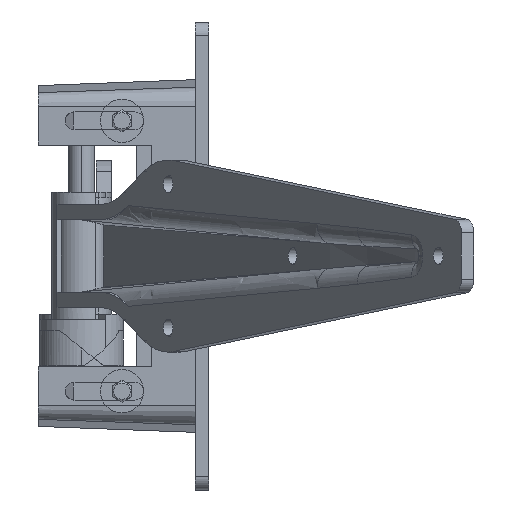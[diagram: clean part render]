
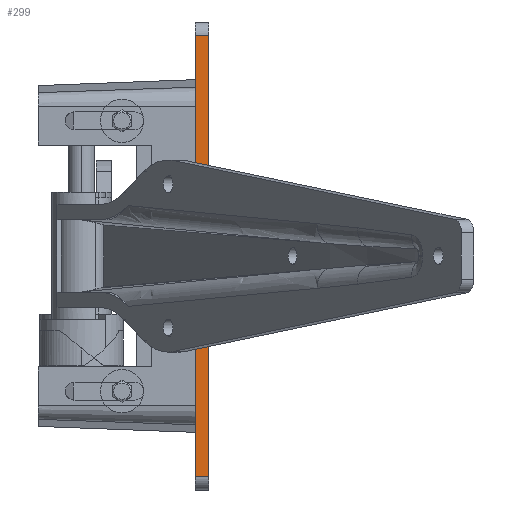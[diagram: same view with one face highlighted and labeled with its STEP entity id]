
A CAD part, left-side view. The second image highlights one B-rep face of the part: STEP entity #299.
In plain terms, the highlighted planar face has unit normal (-1, 0, 0).
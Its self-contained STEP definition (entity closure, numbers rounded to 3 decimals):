
#276 = CARTESIAN_POINT ( 'NONE',  ( -20.435, -58.15, 81.5 ) ) ;
#299 = ADVANCED_FACE ( 'NONE', ( #11819 ), #1994, .T. ) ;
#328 = VECTOR ( 'NONE', #12016, 1000. ) ;
#812 = EDGE_CURVE ( 'NONE', #19519, #23109, #9766, .T. ) ;
#1593 = CARTESIAN_POINT ( 'NONE',  ( -20.435, -58.15, -81.5 ) ) ;
#1994 = PLANE ( 'NONE',  #2950 ) ;
#2108 = EDGE_CURVE ( 'NONE', #23109, #10570, #18911, .T. ) ;
#2950 = AXIS2_PLACEMENT_3D ( 'NONE', #19488, #8678, #23647 ) ;
#3683 = LINE ( 'NONE', #22293, #328 ) ;
#4387 = VECTOR ( 'NONE', #6562, 1000. ) ;
#4405 = CARTESIAN_POINT ( 'NONE',  ( -20.435, -58.15, 81.5 ) ) ;
#5212 = CARTESIAN_POINT ( 'NONE',  ( -20.435, -63., -81.5 ) ) ;
#5683 = DIRECTION ( 'NONE',  ( 0., -1., 0. ) ) ;
#6562 = DIRECTION ( 'NONE',  ( 0., 0., -1. ) ) ;
#7655 = VECTOR ( 'NONE', #5683, 1000. ) ;
#8678 = DIRECTION ( 'NONE',  ( -1., 0., 0. ) ) ;
#9059 = ORIENTED_EDGE ( 'NONE', *, *, #2108, .T. ) ;
#9766 = LINE ( 'NONE', #4405, #4387 ) ;
#10570 = VERTEX_POINT ( 'NONE', #5212 ) ;
#10754 = VECTOR ( 'NONE', #21059, 1000. ) ;
#11107 = EDGE_CURVE ( 'NONE', #25375, #10570, #3683, .T. ) ;
#11819 = FACE_OUTER_BOUND ( 'NONE', #24173, .T. ) ;
#12016 = DIRECTION ( 'NONE',  ( 0., 0., -1. ) ) ;
#12154 = ORIENTED_EDGE ( 'NONE', *, *, #11107, .F. ) ;
#13000 = CARTESIAN_POINT ( 'NONE',  ( -20.435, -58.15, -81.5 ) ) ;
#13217 = CARTESIAN_POINT ( 'NONE',  ( -20.435, -63., 81.5 ) ) ;
#14038 = CARTESIAN_POINT ( 'NONE',  ( -20.435, -58.15, 81.5 ) ) ;
#18911 = LINE ( 'NONE', #1593, #10754 ) ;
#19488 = CARTESIAN_POINT ( 'NONE',  ( -20.435, -58.15, 81.5 ) ) ;
#19519 = VERTEX_POINT ( 'NONE', #276 ) ;
#21059 = DIRECTION ( 'NONE',  ( 0., -1., 0. ) ) ;
#22293 = CARTESIAN_POINT ( 'NONE',  ( -20.435, -63., 81.5 ) ) ;
#23109 = VERTEX_POINT ( 'NONE', #13000 ) ;
#23647 = DIRECTION ( 'NONE',  ( 0., 0., 1. ) ) ;
#24173 = EDGE_LOOP ( 'NONE', ( #12154, #26952, #24815, #9059 ) ) ;
#24583 = EDGE_CURVE ( 'NONE', #19519, #25375, #27306, .T. ) ;
#24815 = ORIENTED_EDGE ( 'NONE', *, *, #812, .T. ) ;
#25375 = VERTEX_POINT ( 'NONE', #13217 ) ;
#26952 = ORIENTED_EDGE ( 'NONE', *, *, #24583, .F. ) ;
#27306 = LINE ( 'NONE', #14038, #7655 ) ;
